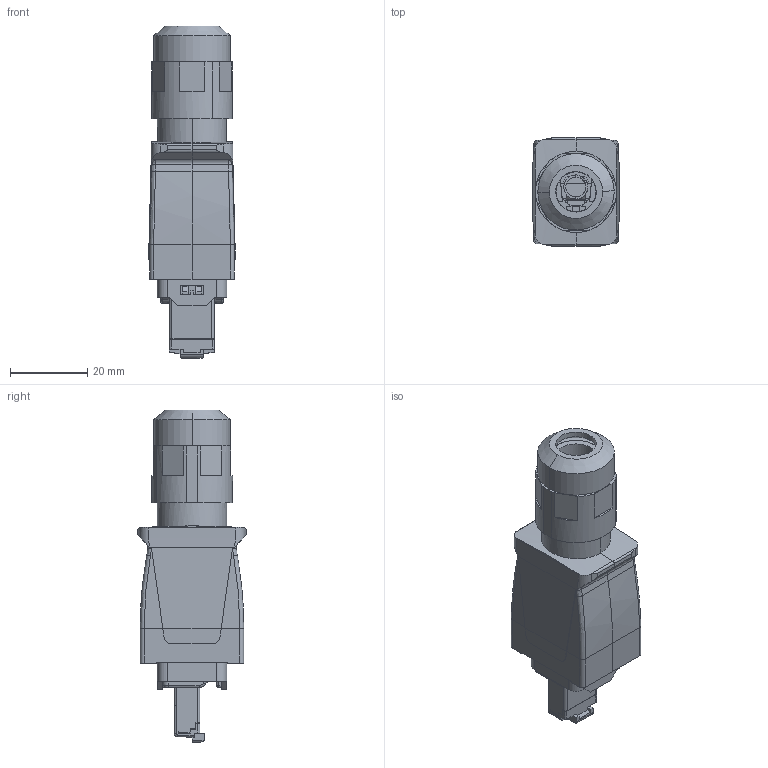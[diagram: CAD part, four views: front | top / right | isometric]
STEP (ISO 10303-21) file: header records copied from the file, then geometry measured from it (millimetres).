
FILE_DESCRIPTION(('CATIA V5 STEP Exchange','CAx-IF Rec.Pracs.--- Model Styling and Organization---1.4--- 2014-01-23'),'2;1');
FILE_NAME ('003234-3_0', '2022-02-21T09:26:21+00:00', ('none'), ('Weidmueller'), 'CATIA Version 5-6 Release 2016 SP3 HF44', 'CATIA V5 STEP AP214', 'none');
FILE_SCHEMA(('AUTOMOTIVE_DESIGN { 1 0 10303 214 1 1 1 1 }'));
Length unit declared in the file: millimetre
Products named in the file (1): 1012160000
Bounding box: 22.3 x 28 x 86.03 mm (x, y, z)
Volume: 17558.5 mm3; surface area: 29394.6 mm2
Topology: 23 solids, 23 shells, 2280 faces, 6168 edges, 3995 vertices
Faces by surface type: plane 1428, cylinder 613, extrusion 141, torus 36, cone 30, bspline 22, sphere 10
Entity records: 71220 total; most frequent: CARTESIAN_POINT 17683, ORIENTED_EDGE 12332, DIRECTION 8743, EDGE_CURVE 6166, VECTOR 4387, LINE 4246, VERTEX_POINT 3995, AXIS2_PLACEMENT_3D 2640
